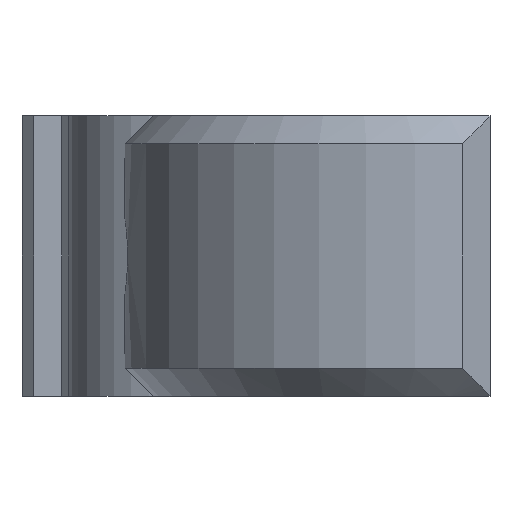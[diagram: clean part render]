
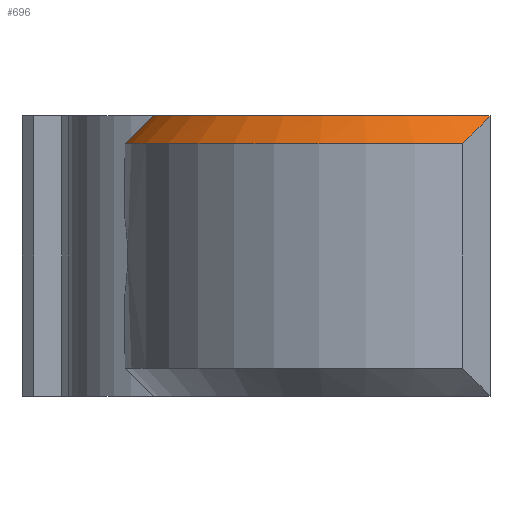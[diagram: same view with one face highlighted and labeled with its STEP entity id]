
A CAD part, front view. The second image highlights one B-rep face of the part: STEP entity #696.
In plain terms, the highlighted conical face has half-angle 45 degrees and reference radius 10 mm.
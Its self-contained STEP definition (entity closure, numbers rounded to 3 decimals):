
#33 = CYLINDRICAL_SURFACE('',#34,10.);
#34 = AXIS2_PLACEMENT_3D('',#35,#36,#37);
#35 = CARTESIAN_POINT('',(0.,0.,0.));
#36 = DIRECTION('',(0.,0.,1.));
#37 = DIRECTION('',(1.,0.,0.));
#58 = VERTEX_POINT('',#59);
#59 = CARTESIAN_POINT('',(2.032,-9.791,9.));
#73 = PLANE('',#74);
#74 = AXIS2_PLACEMENT_3D('',#75,#76,#77);
#75 = CARTESIAN_POINT('',(3.,-8.539,1.));
#76 = DIRECTION('',(-0.791,0.612,0.));
#77 = DIRECTION('',(0.,0.,1.));
#85 = EDGE_CURVE('',#86,#58,#88,.T.);
#86 = VERTEX_POINT('',#87);
#87 = CARTESIAN_POINT('',(-8.,6.,9.));
#88 = SURFACE_CURVE('',#89,(#94,#101),.PCURVE_S1.);
#89 = CIRCLE('',#90,10.);
#90 = AXIS2_PLACEMENT_3D('',#91,#92,#93);
#91 = CARTESIAN_POINT('',(0.,0.,9.));
#92 = DIRECTION('',(0.,-0.,1.));
#93 = DIRECTION('',(0.3,0.954,0.));
#94 = PCURVE('',#33,#95);
#95 = DEFINITIONAL_REPRESENTATION('',(#96),#100);
#96 = LINE('',#97,#98);
#97 = CARTESIAN_POINT('',(1.266,9.));
#98 = VECTOR('',#99,1.);
#99 = DIRECTION('',(1.,0.));
#100 = ( GEOMETRIC_REPRESENTATION_CONTEXT(2) 
PARAMETRIC_REPRESENTATION_CONTEXT() REPRESENTATION_CONTEXT('2D SPACE',''
  ) );
#101 = PCURVE('',#102,#107);
#102 = CONICAL_SURFACE('',#103,10.,0.785);
#103 = AXIS2_PLACEMENT_3D('',#104,#105,#106);
#104 = CARTESIAN_POINT('',(0.,0.,9.));
#105 = DIRECTION('',(-0.,-0.,-1.));
#106 = DIRECTION('',(0.3,0.954,0.));
#107 = DEFINITIONAL_REPRESENTATION('',(#108),#112);
#108 = LINE('',#109,#110);
#109 = CARTESIAN_POINT('',(-0.,-0.));
#110 = VECTOR('',#111,1.);
#111 = DIRECTION('',(-1.,-0.));
#112 = ( GEOMETRIC_REPRESENTATION_CONTEXT(2) 
PARAMETRIC_REPRESENTATION_CONTEXT() REPRESENTATION_CONTEXT('2D SPACE',''
  ) );
#127 = CYLINDRICAL_SURFACE('',#128,4.);
#128 = AXIS2_PLACEMENT_3D('',#129,#130,#131);
#129 = CARTESIAN_POINT('',(-8.,10.,0.));
#130 = DIRECTION('',(0.,0.,1.));
#131 = DIRECTION('',(0.707,0.707,0.));
#358 = PLANE('',#359);
#359 = AXIS2_PLACEMENT_3D('',#360,#361,#362);
#360 = CARTESIAN_POINT('',(3.,-11.,0.));
#361 = DIRECTION('',(1.,0.,0.));
#362 = DIRECTION('',(0.,0.,1.));
#497 = EDGE_CURVE('',#58,#498,#500,.T.);
#498 = VERTEX_POINT('',#499);
#499 = CARTESIAN_POINT('',(3.,-8.539,9.949));
#500 = SURFACE_CURVE('',#501,(#506,#513),.PCURVE_S1.);
#501 = HYPERBOLA('',#502,7.596,7.596);
#502 = AXIS2_PLACEMENT_3D('',#503,#504,#505);
#503 = CARTESIAN_POINT('',(6.01,-4.646,19.));
#504 = DIRECTION('',(0.791,-0.612,-0.));
#505 = DIRECTION('',(-0.,0.,-1.));
#506 = PCURVE('',#73,#507);
#507 = DEFINITIONAL_REPRESENTATION('',(#508),#512);
#508 = ( BOUNDED_CURVE() B_SPLINE_CURVE(2,(#509,#510,#511),
.UNSPECIFIED.,.F.,.F.) B_SPLINE_CURVE_WITH_KNOTS((3,3),(-0.776,
-0.609),.PIECEWISE_BEZIER_KNOTS.) CURVE() 
GEOMETRIC_REPRESENTATION_ITEM() RATIONAL_B_SPLINE_CURVE((1.,
1.003,1.)) REPRESENTATION_ITEM('') );
#509 = CARTESIAN_POINT('',(8.,-1.582));
#510 = CARTESIAN_POINT('',(8.54,-0.752));
#511 = CARTESIAN_POINT('',(8.949,0.));
#512 = ( GEOMETRIC_REPRESENTATION_CONTEXT(2) 
PARAMETRIC_REPRESENTATION_CONTEXT() REPRESENTATION_CONTEXT('2D SPACE',''
  ) );
#513 = PCURVE('',#102,#514);
#514 = DEFINITIONAL_REPRESENTATION('',(#515),#522);
#515 = B_SPLINE_CURVE_WITH_KNOTS('',5,(#516,#517,#518,#519,#520,#521),
  .UNSPECIFIED.,.F.,.F.,(6,6),(-0.776,-0.609),
  .PIECEWISE_BEZIER_KNOTS.);
#516 = CARTESIAN_POINT('',(-3.651,0.));
#517 = CARTESIAN_POINT('',(-3.676,-0.217));
#518 = CARTESIAN_POINT('',(-3.702,-0.419));
#519 = CARTESIAN_POINT('',(-3.729,-0.609));
#520 = CARTESIAN_POINT('',(-3.756,-0.785));
#521 = CARTESIAN_POINT('',(-3.784,-0.949));
#522 = ( GEOMETRIC_REPRESENTATION_CONTEXT(2) 
PARAMETRIC_REPRESENTATION_CONTEXT() REPRESENTATION_CONTEXT('2D SPACE',''
  ) );
#578 = EDGE_CURVE('',#86,#579,#581,.T.);
#579 = VERTEX_POINT('',#580);
#580 = CARTESIAN_POINT('',(-6.389,6.339,10.));
#581 = SURFACE_CURVE('',#582,(#600,#621),.PCURVE_S1.);
#582 = B_SPLINE_CURVE_WITH_KNOTS('',6,(#583,#584,#585,#586,#587,#588,
    #589,#590,#591,#592,#593,#594,#595,#596,#597,#598,#599),
  .UNSPECIFIED.,.F.,.F.,(7,5,5,7),(0.,0.454,0.843,1.),
  .UNSPECIFIED.);
#583 = CARTESIAN_POINT('',(-8.,6.,9.));
#584 = CARTESIAN_POINT('',(-7.895,6.,9.084));
#585 = CARTESIAN_POINT('',(-7.787,6.003,9.168)
  );
#586 = CARTESIAN_POINT('',(-7.677,6.01,9.25
    ));
#587 = CARTESIAN_POINT('',(-7.565,6.021,9.332)
  );
#588 = CARTESIAN_POINT('',(-7.449,6.036,9.412
    ));
#589 = CARTESIAN_POINT('',(-7.229,6.074,9.558
    ));
#590 = CARTESIAN_POINT('',(-7.125,6.094,9.624
    ));
#591 = CARTESIAN_POINT('',(-7.019,6.119,9.689)
  );
#592 = CARTESIAN_POINT('',(-6.909,6.149,9.752
    ));
#593 = CARTESIAN_POINT('',(-6.796,6.183,9.812
    ));
#594 = CARTESIAN_POINT('',(-6.633,6.24,9.893
    ));
#595 = CARTESIAN_POINT('',(-6.586,6.258,9.916
    ));
#596 = CARTESIAN_POINT('',(-6.537,6.276,9.938
    ));
#597 = CARTESIAN_POINT('',(-6.489,6.296,9.959
    ));
#598 = CARTESIAN_POINT('',(-6.439,6.317,9.98
    ));
#599 = CARTESIAN_POINT('',(-6.389,6.339,10.));
#600 = PCURVE('',#127,#601);
#601 = DEFINITIONAL_REPRESENTATION('',(#602),#620);
#602 = B_SPLINE_CURVE_WITH_KNOTS('',6,(#603,#604,#605,#606,#607,#608,
    #609,#610,#611,#612,#613,#614,#615,#616,#617,#618,#619),
  .UNSPECIFIED.,.F.,.F.,(7,5,5,7),(0.,0.454,0.843,1.),
  .UNSPECIFIED.);
#603 = CARTESIAN_POINT('',(3.927,9.));
#604 = CARTESIAN_POINT('',(3.953,9.084));
#605 = CARTESIAN_POINT('',(3.98,9.168));
#606 = CARTESIAN_POINT('',(4.008,9.25));
#607 = CARTESIAN_POINT('',(4.036,9.332));
#608 = CARTESIAN_POINT('',(4.065,9.412));
#609 = CARTESIAN_POINT('',(4.121,9.558));
#610 = CARTESIAN_POINT('',(4.147,9.624));
#611 = CARTESIAN_POINT('',(4.175,9.689));
#612 = CARTESIAN_POINT('',(4.203,9.752));
#613 = CARTESIAN_POINT('',(4.232,9.812));
#614 = CARTESIAN_POINT('',(4.276,9.893));
#615 = CARTESIAN_POINT('',(4.288,9.916));
#616 = CARTESIAN_POINT('',(4.301,9.938));
#617 = CARTESIAN_POINT('',(4.314,9.959));
#618 = CARTESIAN_POINT('',(4.328,9.98));
#619 = CARTESIAN_POINT('',(4.341,10.));
#620 = ( GEOMETRIC_REPRESENTATION_CONTEXT(2) 
PARAMETRIC_REPRESENTATION_CONTEXT() REPRESENTATION_CONTEXT('2D SPACE',''
  ) );
#621 = PCURVE('',#102,#622);
#622 = DEFINITIONAL_REPRESENTATION('',(#623),#641);
#623 = B_SPLINE_CURVE_WITH_KNOTS('',6,(#624,#625,#626,#627,#628,#629,
    #630,#631,#632,#633,#634,#635,#636,#637,#638,#639,#640),
  .UNSPECIFIED.,.F.,.F.,(7,5,5,7),(0.,0.454,0.843,1.),
  .UNSPECIFIED.);
#624 = CARTESIAN_POINT('',(-1.232,0.));
#625 = CARTESIAN_POINT('',(-1.226,-0.084));
#626 = CARTESIAN_POINT('',(-1.219,-0.168));
#627 = CARTESIAN_POINT('',(-1.211,-0.25));
#628 = CARTESIAN_POINT('',(-1.203,-0.332));
#629 = CARTESIAN_POINT('',(-1.195,-0.412));
#630 = CARTESIAN_POINT('',(-1.177,-0.558));
#631 = CARTESIAN_POINT('',(-1.168,-0.624));
#632 = CARTESIAN_POINT('',(-1.159,-0.689));
#633 = CARTESIAN_POINT('',(-1.148,-0.752));
#634 = CARTESIAN_POINT('',(-1.137,-0.812));
#635 = CARTESIAN_POINT('',(-1.121,-0.893));
#636 = CARTESIAN_POINT('',(-1.116,-0.916));
#637 = CARTESIAN_POINT('',(-1.11,-0.938));
#638 = CARTESIAN_POINT('',(-1.105,-0.959));
#639 = CARTESIAN_POINT('',(-1.1,-0.98));
#640 = CARTESIAN_POINT('',(-1.094,-1.));
#641 = ( GEOMETRIC_REPRESENTATION_CONTEXT(2) 
PARAMETRIC_REPRESENTATION_CONTEXT() REPRESENTATION_CONTEXT('2D SPACE',''
  ) );
#660 = PLANE('',#661);
#661 = AXIS2_PLACEMENT_3D('',#662,#663,#664);
#662 = CARTESIAN_POINT('',(-5.462,4.211,10.));
#663 = DIRECTION('',(0.,0.,1.));
#664 = DIRECTION('',(1.,0.,0.));
#696 = ADVANCED_FACE('',(#697),#102,.T.);
#697 = FACE_BOUND('',#698,.T.);
#698 = EDGE_LOOP('',(#699,#726,#748,#749,#750));
#699 = ORIENTED_EDGE('',*,*,#700,.T.);
#700 = EDGE_CURVE('',#498,#701,#703,.T.);
#701 = VERTEX_POINT('',#702);
#702 = CARTESIAN_POINT('',(3.,-8.485,10.));
#703 = SURFACE_CURVE('',#704,(#709,#719),.PCURVE_S1.);
#704 = HYPERBOLA('',#705,3.,3.);
#705 = AXIS2_PLACEMENT_3D('',#706,#707,#708);
#706 = CARTESIAN_POINT('',(3.,0.,19.));
#707 = DIRECTION('',(1.,-0.,0.));
#708 = DIRECTION('',(0.,0.,-1.));
#709 = PCURVE('',#102,#710);
#710 = DEFINITIONAL_REPRESENTATION('',(#711),#718);
#711 = B_SPLINE_CURVE_WITH_KNOTS('',5,(#712,#713,#714,#715,#716,#717),
  .UNSPECIFIED.,.F.,.F.,(6,6),(-1.874,-1.763),
  .PIECEWISE_BEZIER_KNOTS.);
#712 = CARTESIAN_POINT('',(-3.751,0.));
#713 = CARTESIAN_POINT('',(-3.758,-0.212));
#714 = CARTESIAN_POINT('',(-3.764,-0.418));
#715 = CARTESIAN_POINT('',(-3.772,-0.617));
#716 = CARTESIAN_POINT('',(-3.779,-0.812));
#717 = CARTESIAN_POINT('',(-3.786,-1.));
#718 = ( GEOMETRIC_REPRESENTATION_CONTEXT(2) 
PARAMETRIC_REPRESENTATION_CONTEXT() REPRESENTATION_CONTEXT('2D SPACE',''
  ) );
#719 = PCURVE('',#358,#720);
#720 = DEFINITIONAL_REPRESENTATION('',(#721),#725);
#721 = ( BOUNDED_CURVE() B_SPLINE_CURVE(2,(#722,#723,#724),
.UNSPECIFIED.,.F.,.F.) B_SPLINE_CURVE_WITH_KNOTS((3,3),(-1.874,
-1.763),.PIECEWISE_BEZIER_KNOTS.) CURVE() 
GEOMETRIC_REPRESENTATION_ITEM() RATIONAL_B_SPLINE_CURVE((1.,
1.002,1.)) REPRESENTATION_ITEM('') );
#722 = CARTESIAN_POINT('',(9.,-1.461));
#723 = CARTESIAN_POINT('',(9.529,-2.015));
#724 = CARTESIAN_POINT('',(10.,-2.515));
#725 = ( GEOMETRIC_REPRESENTATION_CONTEXT(2) 
PARAMETRIC_REPRESENTATION_CONTEXT() REPRESENTATION_CONTEXT('2D SPACE',''
  ) );
#726 = ORIENTED_EDGE('',*,*,#727,.F.);
#727 = EDGE_CURVE('',#579,#701,#728,.T.);
#728 = SURFACE_CURVE('',#729,(#734,#741),.PCURVE_S1.);
#729 = CIRCLE('',#730,9.);
#730 = AXIS2_PLACEMENT_3D('',#731,#732,#733);
#731 = CARTESIAN_POINT('',(0.,0.,10.));
#732 = DIRECTION('',(0.,-0.,1.));
#733 = DIRECTION('',(0.3,0.954,0.));
#734 = PCURVE('',#102,#735);
#735 = DEFINITIONAL_REPRESENTATION('',(#736),#740);
#736 = LINE('',#737,#738);
#737 = CARTESIAN_POINT('',(-0.,-1.));
#738 = VECTOR('',#739,1.);
#739 = DIRECTION('',(-1.,-0.));
#740 = ( GEOMETRIC_REPRESENTATION_CONTEXT(2) 
PARAMETRIC_REPRESENTATION_CONTEXT() REPRESENTATION_CONTEXT('2D SPACE',''
  ) );
#741 = PCURVE('',#660,#742);
#742 = DEFINITIONAL_REPRESENTATION('',(#743),#747);
#743 = CIRCLE('',#744,9.);
#744 = AXIS2_PLACEMENT_2D('',#745,#746);
#745 = CARTESIAN_POINT('',(5.462,-4.211));
#746 = DIRECTION('',(0.3,0.954));
#747 = ( GEOMETRIC_REPRESENTATION_CONTEXT(2) 
PARAMETRIC_REPRESENTATION_CONTEXT() REPRESENTATION_CONTEXT('2D SPACE',''
  ) );
#748 = ORIENTED_EDGE('',*,*,#578,.F.);
#749 = ORIENTED_EDGE('',*,*,#85,.T.);
#750 = ORIENTED_EDGE('',*,*,#497,.T.);
